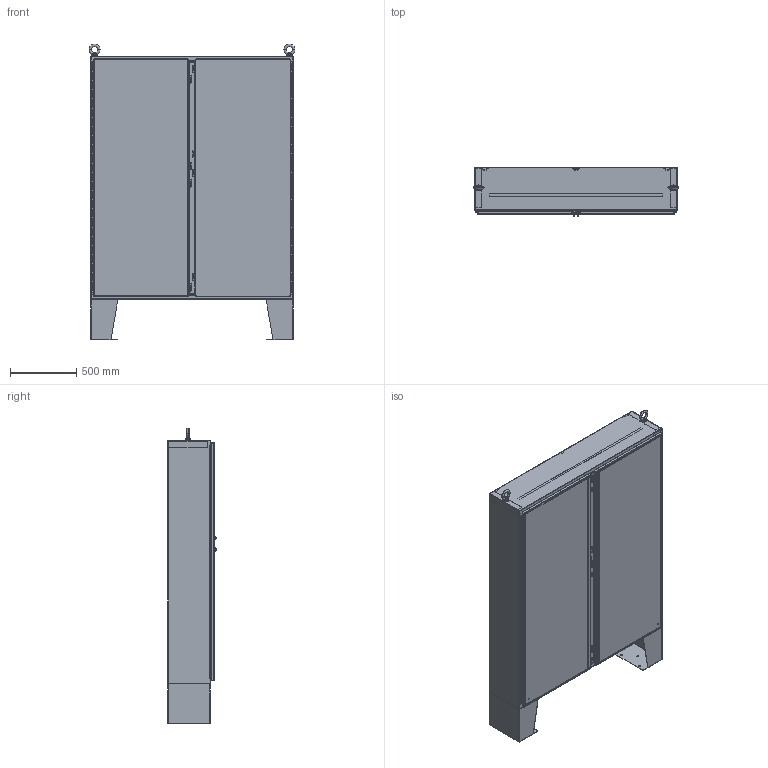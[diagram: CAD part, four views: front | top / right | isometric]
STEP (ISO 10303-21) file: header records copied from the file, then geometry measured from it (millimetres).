
FILE_DESCRIPTION (( 'STEP AP203' ), '1' );
FILE_NAME ('1422N4S16E12F_Default.step', '2019-11-04T21:01:20', ( '' ), ( '' ), 'SwSTEP 2.0', 'SolidWorks 2019', '' );
FILE_SCHEMA (( 'CONFIG_CONTROL_DESIGN' ));
Products named in the file (1): 1422N4S16E12F_Default
Bounding box: 1552.48 x 366.73 x 2229.71 mm (x, y, z)
Volume: 32187823 mm3; surface area: 25679584.3 mm2
Topology: 110 solids, 112 shells, 3487 faces, 9171 edges, 5944 vertices
Faces by surface type: plane 1684, cylinder 1583, bspline 176, cone 28, torus 16
Entity records: 121008 total; most frequent: CARTESIAN_POINT 33141, DIRECTION 18611, ORIENTED_EDGE 18310, EDGE_CURVE 9155, AXIS2_PLACEMENT_3D 6580, VERTEX_POINT 5944, VECTOR 5451, LINE 5451
